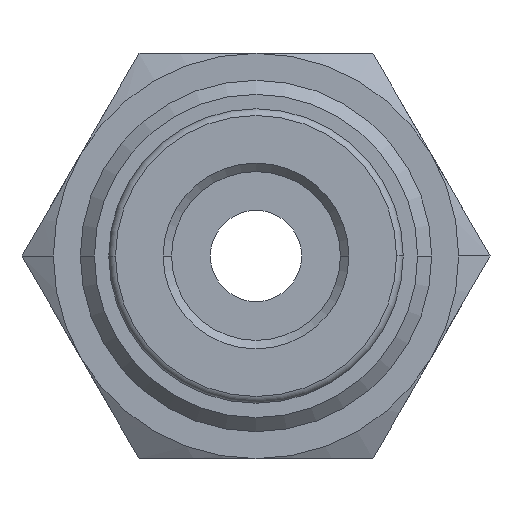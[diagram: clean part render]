
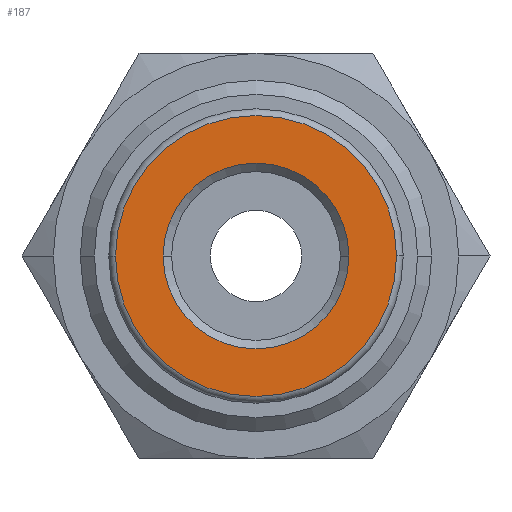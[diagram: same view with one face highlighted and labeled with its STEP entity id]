
A CAD part, front view. The second image highlights one B-rep face of the part: STEP entity #187.
In plain terms, the highlighted planar face has unit normal (0, -1, 0).
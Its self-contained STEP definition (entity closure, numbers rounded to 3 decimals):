
#187=ADVANCED_FACE('',(#381,#382),#383,.T.);
#381=FACE_BOUND('',#580,.T.);
#382=FACE_OUTER_BOUND('',#581,.T.);
#383=PLANE('',#582);
#580=EDGE_LOOP('',(#1032,#1033));
#581=EDGE_LOOP('',(#1034,#1035));
#582=AXIS2_PLACEMENT_3D('',#1036,#1037,#1038);
#1032=ORIENTED_EDGE('',*,*,#1203,.T.);
#1033=ORIENTED_EDGE('',*,*,#1190,.T.);
#1034=ORIENTED_EDGE('',*,*,#1201,.T.);
#1035=ORIENTED_EDGE('',*,*,#1193,.T.);
#1036=CARTESIAN_POINT('',(0.0,0.0,0.0));
#1037=DIRECTION('',(0.0,-1.0,0.0));
#1038=DIRECTION('',(-1.0,0.0,0.0));
#1190=EDGE_CURVE('',#1429,#1431,#1433,.T.);
#1193=EDGE_CURVE('',#1437,#1435,#1438,.T.);
#1201=EDGE_CURVE('',#1435,#1437,#1446,.T.);
#1203=EDGE_CURVE('',#1431,#1429,#1448,.T.);
#1429=VERTEX_POINT('',#1760);
#1431=VERTEX_POINT('',#1763);
#1433=CIRCLE('',#1766,2.75);
#1435=VERTEX_POINT('',#1768);
#1437=VERTEX_POINT('',#1771);
#1438=CIRCLE('',#1772,4.16);
#1446=CIRCLE('',#1781,4.16);
#1448=CIRCLE('',#1783,2.75);
#1760=CARTESIAN_POINT('',(2.75,0.0,0.));
#1763=CARTESIAN_POINT('',(-2.75,0.0,0.));
#1766=AXIS2_PLACEMENT_3D('',#2235,#2236,#2237);
#1768=CARTESIAN_POINT('',(4.16,0.0,0.0));
#1771=CARTESIAN_POINT('',(-4.16,0.0,0.));
#1772=AXIS2_PLACEMENT_3D('',#2239,#2240,#2241);
#1781=AXIS2_PLACEMENT_3D('',#2252,#2253,#2254);
#1783=AXIS2_PLACEMENT_3D('',#2255,#2256,#2257);
#2235=CARTESIAN_POINT('',(0.0,0.0,0.0));
#2236=DIRECTION('',(-0.0,1.0,0.0));
#2237=DIRECTION('',(1.0,0.0,0.0));
#2239=CARTESIAN_POINT('',(0.0,0.0,0.0));
#2240=DIRECTION('',(0.0,-1.0,0.0));
#2241=DIRECTION('',(1.0,0.0,0.0));
#2252=CARTESIAN_POINT('',(0.0,0.0,0.0));
#2253=DIRECTION('',(0.0,-1.0,0.0));
#2254=DIRECTION('',(1.0,0.0,0.0));
#2255=CARTESIAN_POINT('',(0.0,0.0,0.0));
#2256=DIRECTION('',(-0.0,1.0,0.0));
#2257=DIRECTION('',(1.0,0.0,0.0));
